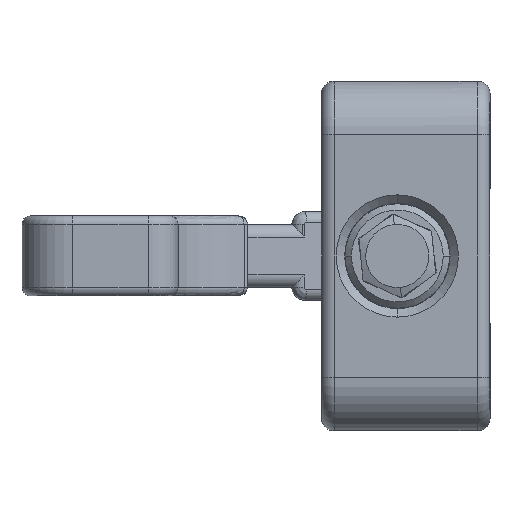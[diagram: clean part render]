
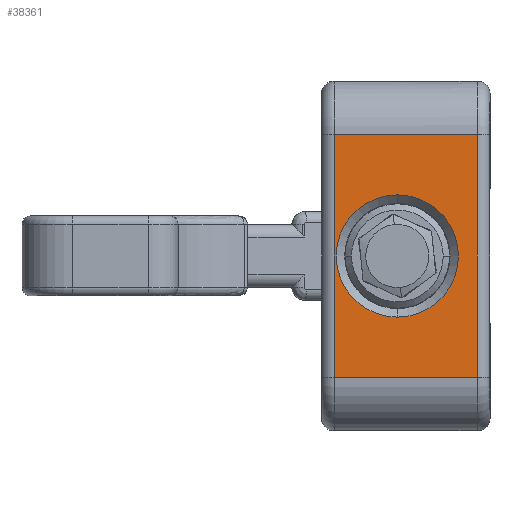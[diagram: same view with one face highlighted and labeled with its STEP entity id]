
A CAD part, left-side view. The second image highlights one B-rep face of the part: STEP entity #38361.
In plain terms, the highlighted planar face has unit normal (-1, 0, 0).
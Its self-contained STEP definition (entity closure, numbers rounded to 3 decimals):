
#373 = EDGE_CURVE ( 'NONE', #2847, #19682, #21176, .T. ) ;
#2847 = VERTEX_POINT ( 'NONE', #30967 ) ;
#3079 = CARTESIAN_POINT ( 'NONE',  ( -65.2, 40., -21.287 ) ) ;
#4053 = CARTESIAN_POINT ( 'NONE',  ( -65.2, 22., 7.513 ) ) ;
#4084 = AXIS2_PLACEMENT_3D ( 'NONE', #4053, #26941, #7336 ) ;
#4160 = AXIS2_PLACEMENT_3D ( 'NONE', #3079, #29368, #9755 ) ;
#4297 = ORIENTED_EDGE ( 'NONE', *, *, #25052, .T. ) ;
#5328 = DIRECTION ( 'NONE',  ( 0., -1., 0. ) ) ;
#5917 = DIRECTION ( 'NONE',  ( 0., -1., 0. ) ) ;
#7336 = DIRECTION ( 'NONE',  ( 0., 0., -1. ) ) ;
#8101 = VERTEX_POINT ( 'NONE', #23567 ) ;
#9386 = EDGE_LOOP ( 'NONE', ( #9645, #37365, #33030, #30908 ) ) ;
#9645 = ORIENTED_EDGE ( 'NONE', *, *, #373, .F. ) ;
#9755 = DIRECTION ( 'NONE',  ( 0., 0., -1. ) ) ;
#11183 = DIRECTION ( 'NONE',  ( 0., 0., -1. ) ) ;
#11851 = ORIENTED_EDGE ( 'NONE', *, *, #29490, .T. ) ;
#13860 = CARTESIAN_POINT ( 'NONE',  ( -65.2, 22., 22.023 ) ) ;
#16035 = VECTOR ( 'NONE', #11183, 1000. ) ;
#18132 = DIRECTION ( 'NONE',  ( 1., 0., 0. ) ) ;
#19666 = CARTESIAN_POINT ( 'NONE',  ( -65.2, 37., -21.287 ) ) ;
#19682 = VERTEX_POINT ( 'NONE', #36798 ) ;
#19983 = CARTESIAN_POINT ( 'NONE',  ( -65.2, 22., -6.997 ) ) ;
#21176 = LINE ( 'NONE', #35312, #28834 ) ;
#21235 = VERTEX_POINT ( 'NONE', #13860 ) ;
#22083 = CARTESIAN_POINT ( 'NONE',  ( -65.2, 3., -25.487 ) ) ;
#23567 = CARTESIAN_POINT ( 'NONE',  ( -65.2, 3., -21.287 ) ) ;
#24926 = CARTESIAN_POINT ( 'NONE',  ( -65.2, 40., -21.287 ) ) ;
#25052 = EDGE_CURVE ( 'NONE', #21235, #39621, #39626, .T. ) ;
#25391 = DIRECTION ( 'NONE',  ( 0., 0., 1. ) ) ;
#25483 = EDGE_CURVE ( 'NONE', #8101, #19682, #35017, .T. ) ;
#25836 = LINE ( 'NONE', #24926, #35498 ) ;
#25931 = EDGE_CURVE ( 'NONE', #40063, #8101, #25836, .T. ) ;
#26941 = DIRECTION ( 'NONE',  ( 1., 0., 0. ) ) ;
#28834 = VECTOR ( 'NONE', #5917, 1000. ) ;
#29368 = DIRECTION ( 'NONE',  ( 1., 0., 0. ) ) ;
#29490 = EDGE_CURVE ( 'NONE', #39621, #21235, #29745, .T. ) ;
#29745 = CIRCLE ( 'NONE', #39210, 14.51 ) ;
#30733 = CARTESIAN_POINT ( 'NONE',  ( -65.2, 37., -21.287 ) ) ;
#30908 = ORIENTED_EDGE ( 'NONE', *, *, #25483, .T. ) ;
#30967 = CARTESIAN_POINT ( 'NONE',  ( -65.2, 37., 36.313 ) ) ;
#32708 = FACE_BOUND ( 'NONE', #34689, .T. ) ;
#33030 = ORIENTED_EDGE ( 'NONE', *, *, #25931, .T. ) ;
#34004 = VECTOR ( 'NONE', #25391, 1000. ) ;
#34689 = EDGE_LOOP ( 'NONE', ( #4297, #11851 ) ) ;
#35017 = LINE ( 'NONE', #22083, #34004 ) ;
#35312 = CARTESIAN_POINT ( 'NONE',  ( -65.2, 40., 36.313 ) ) ;
#35498 = VECTOR ( 'NONE', #5328, 1000. ) ;
#35929 = EDGE_CURVE ( 'NONE', #2847, #40063, #41070, .T. ) ;
#36798 = CARTESIAN_POINT ( 'NONE',  ( -65.2, 3., 36.313 ) ) ;
#37365 = ORIENTED_EDGE ( 'NONE', *, *, #35929, .T. ) ;
#37618 = CARTESIAN_POINT ( 'NONE',  ( -65.2, 22., 7.513 ) ) ;
#38361 = ADVANCED_FACE ( 'NONE', ( #32708, #40399 ), #42320, .F. ) ;
#39210 = AXIS2_PLACEMENT_3D ( 'NONE', #37618, #18132, #40913 ) ;
#39621 = VERTEX_POINT ( 'NONE', #19983 ) ;
#39626 = CIRCLE ( 'NONE', #4084, 14.51 ) ;
#40063 = VERTEX_POINT ( 'NONE', #19666 ) ;
#40399 = FACE_OUTER_BOUND ( 'NONE', #9386, .T. ) ;
#40913 = DIRECTION ( 'NONE',  ( 0., 0., -1. ) ) ;
#41070 = LINE ( 'NONE', #30733, #16035 ) ;
#42320 = PLANE ( 'NONE',  #4160 ) ;
